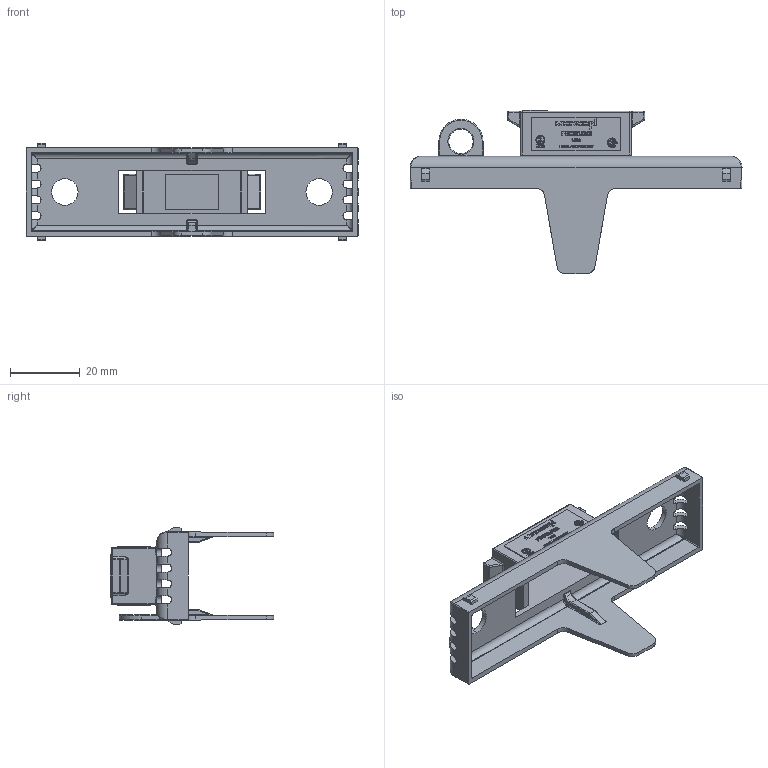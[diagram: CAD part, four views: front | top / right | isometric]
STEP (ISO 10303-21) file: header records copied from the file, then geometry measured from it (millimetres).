
FILE_DESCRIPTION (( 'STEP AP214' ), '1' );
FILE_NAME ('OUT-360385.STEP', '2024-04-09T12:11:40', ( '' ), ( '' ), 'SwSTEP 2.0', 'SolidWorks 2021', '' );
FILE_SCHEMA (( 'AUTOMOTIVE_DESIGN' ));
Length unit declared in the file: inch
Products named in the file (5): 1203654; 1203188_FBC60J30I; 1203190; OUT-360385; 330834
Assembly tree (4 placements, depth 2):
  OUT-360385
    330834
    1203190
    1203188_FBC60J30I
    1203654
Bounding box: 95.27 x 46.89 x 27.86 mm (x, y, z)
Volume: 9191.7 mm3; surface area: 13420 mm2
Topology: 4 solids, 4 shells, 3069 faces, 8173 edges, 5364 vertices
Faces by surface type: plane 1531, bspline 1331, cylinder 167, torus 20, sphere 20
Entity records: 165486 total; most frequent: CARTESIAN_POINT 94358, ORIENTED_EDGE 16302, DIRECTION 9167, EDGE_CURVE 8151, VERTEX_POINT 5364, VECTOR 5113, LINE 5113, EDGE_LOOP 3369
